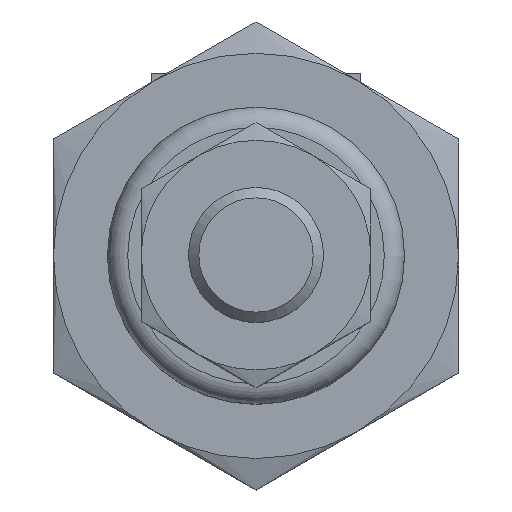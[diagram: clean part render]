
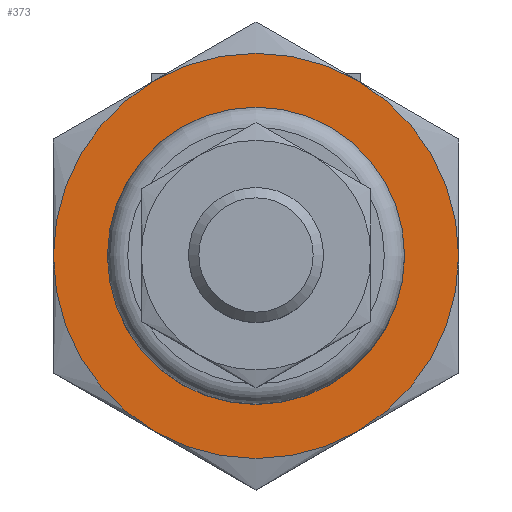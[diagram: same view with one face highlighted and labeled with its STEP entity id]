
A CAD part, top view. The second image highlights one B-rep face of the part: STEP entity #373.
In plain terms, the highlighted face is planar.
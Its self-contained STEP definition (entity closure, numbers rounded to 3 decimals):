
#373 = ADVANCED_FACE( '', ( #664, #665 ), #666, .F. );
#664 = FACE_OUTER_BOUND( '', #972, .T. );
#665 = FACE_BOUND( '', #973, .T. );
#666 = PLANE( '', #974 );
#972 = EDGE_LOOP( '', ( #1855, #1856, #1857, #1858, #1859, #1860 ) );
#973 = EDGE_LOOP( '', ( #1861 ) );
#974 = AXIS2_PLACEMENT_3D( '', #1862, #1863, #1864 );
#1855 = ORIENTED_EDGE( '', *, *, #2199, .F. );
#1856 = ORIENTED_EDGE( '', *, *, #2200, .F. );
#1857 = ORIENTED_EDGE( '', *, *, #2198, .F. );
#1858 = ORIENTED_EDGE( '', *, *, #2196, .F. );
#1859 = ORIENTED_EDGE( '', *, *, #2197, .F. );
#1860 = ORIENTED_EDGE( '', *, *, #2201, .F. );
#1861 = ORIENTED_EDGE( '', *, *, #2202, .T. );
#1862 = CARTESIAN_POINT( '', ( -3., 0., 0. ) );
#1863 = DIRECTION( '', ( 1., 0., 0. ) );
#1864 = DIRECTION( '', ( 0., 0., -1. ) );
#2196 = EDGE_CURVE( '', #2606, #2643, #2647, .T. );
#2197 = EDGE_CURVE( '', #2615, #2606, #2648, .T. );
#2198 = EDGE_CURVE( '', #2643, #2639, #2649, .T. );
#2199 = EDGE_CURVE( '', #2633, #2650, #2651, .T. );
#2200 = EDGE_CURVE( '', #2639, #2633, #2652, .T. );
#2201 = EDGE_CURVE( '', #2650, #2615, #2653, .T. );
#2202 = EDGE_CURVE( '', #2654, #2654, #2655, .T. );
#2606 = VERTEX_POINT( '', #3460 );
#2615 = VERTEX_POINT( '', #3490 );
#2633 = VERTEX_POINT( '', #3540 );
#2639 = VERTEX_POINT( '', #3562 );
#2643 = VERTEX_POINT( '', #3581 );
#2647 = CIRCLE( '', #3595, 15. );
#2648 = CIRCLE( '', #3596, 15. );
#2649 = CIRCLE( '', #3597, 15. );
#2650 = VERTEX_POINT( '', #3598 );
#2651 = CIRCLE( '', #3599, 15. );
#2652 = CIRCLE( '', #3600, 15. );
#2653 = CIRCLE( '', #3601, 15. );
#2654 = VERTEX_POINT( '', #3602 );
#2655 = CIRCLE( '', #3603, 11. );
#3460 = CARTESIAN_POINT( '', ( -3., 0., 15. ) );
#3490 = CARTESIAN_POINT( '', ( -3., 12.99, 7.5 ) );
#3540 = CARTESIAN_POINT( '', ( -3., 0., -15. ) );
#3562 = CARTESIAN_POINT( '', ( -3., -12.99, -7.5 ) );
#3581 = CARTESIAN_POINT( '', ( -3., -12.99, 7.5 ) );
#3595 = AXIS2_PLACEMENT_3D( '', #4011, #4012, #4013 );
#3596 = AXIS2_PLACEMENT_3D( '', #4014, #4015, #4016 );
#3597 = AXIS2_PLACEMENT_3D( '', #4017, #4018, #4019 );
#3598 = CARTESIAN_POINT( '', ( -3., 12.99, -7.5 ) );
#3599 = AXIS2_PLACEMENT_3D( '', #4020, #4021, #4022 );
#3600 = AXIS2_PLACEMENT_3D( '', #4023, #4024, #4025 );
#3601 = AXIS2_PLACEMENT_3D( '', #4026, #4027, #4028 );
#3602 = CARTESIAN_POINT( '', ( -3., 0., -11. ) );
#3603 = AXIS2_PLACEMENT_3D( '', #4029, #4030, #4031 );
#4011 = CARTESIAN_POINT( '', ( -3., 0., 0. ) );
#4012 = DIRECTION( '', ( 1., 0., 0. ) );
#4013 = DIRECTION( '', ( 0., 0., -1. ) );
#4014 = CARTESIAN_POINT( '', ( -3., 0., 0. ) );
#4015 = DIRECTION( '', ( 1., 0., 0. ) );
#4016 = DIRECTION( '', ( 0., 0., -1. ) );
#4017 = CARTESIAN_POINT( '', ( -3., 0., 0. ) );
#4018 = DIRECTION( '', ( 1., 0., 0. ) );
#4019 = DIRECTION( '', ( 0., 0., -1. ) );
#4020 = CARTESIAN_POINT( '', ( -3., 0., 0. ) );
#4021 = DIRECTION( '', ( 1., 0., 0. ) );
#4022 = DIRECTION( '', ( 0., 0., -1. ) );
#4023 = CARTESIAN_POINT( '', ( -3., 0., 0. ) );
#4024 = DIRECTION( '', ( 1., 0., 0. ) );
#4025 = DIRECTION( '', ( 0., 0., -1. ) );
#4026 = CARTESIAN_POINT( '', ( -3., 0., 0. ) );
#4027 = DIRECTION( '', ( 1., 0., 0. ) );
#4028 = DIRECTION( '', ( 0., 0., -1. ) );
#4029 = CARTESIAN_POINT( '', ( -3., 0., 0. ) );
#4030 = DIRECTION( '', ( 1., 0., 0. ) );
#4031 = DIRECTION( '', ( 0., 0., -1. ) );
